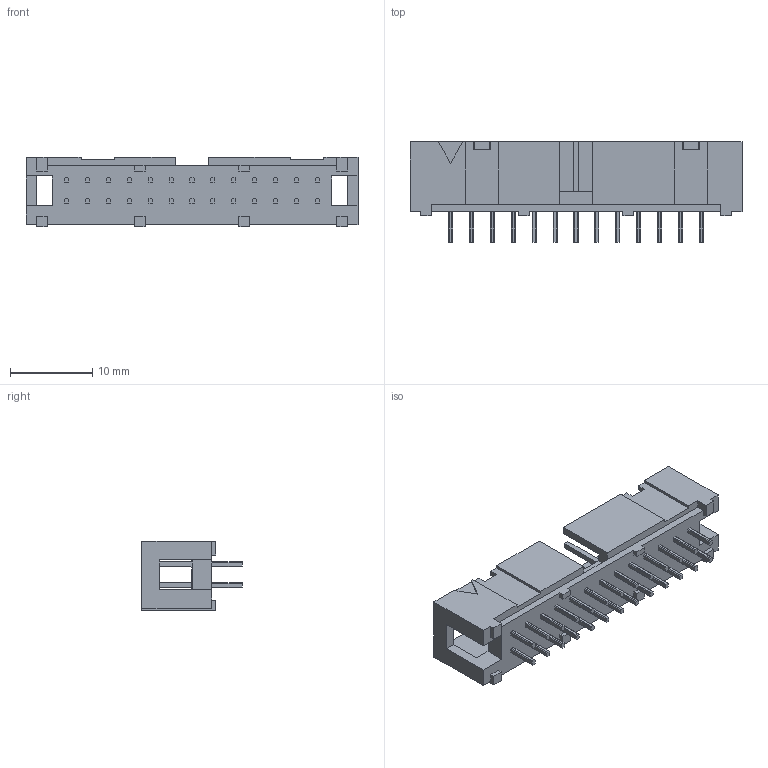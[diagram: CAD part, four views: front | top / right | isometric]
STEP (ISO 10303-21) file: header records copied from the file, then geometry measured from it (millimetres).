
FILE_DESCRIPTION (( 'STEP AP214' ), '1' );
FILE_NAME ('XG4C_2631.step', '2019-03-18T12:27:51', ( 'OSMC1.0 ' ), ( ' ' ), 'SwSTEP 2.0', 'SolidWorks 2002025', '' );
FILE_SCHEMA (( 'AUTOMOTIVE_DESIGN' ));
Length unit declared in the file: millimetre
Products named in the file (1): XG4C_2631
Bounding box: 40.34 x 12.2 x 8.5 mm (x, y, z)
Volume: 1276.7 mm3; surface area: 2593.3 mm2
Topology: 1 solids, 1 shells, 451 faces, 1201 edges, 800 vertices
Faces by surface type: plane 451
Entity records: 16137 total; most frequent: CARTESIAN_POINT 2453, ORIENTED_EDGE 2402, DIRECTION 2105, EDGE_CURVE 1201, VECTOR 1201, LINE 1201, VERTEX_POINT 800, EDGE_LOOP 503
